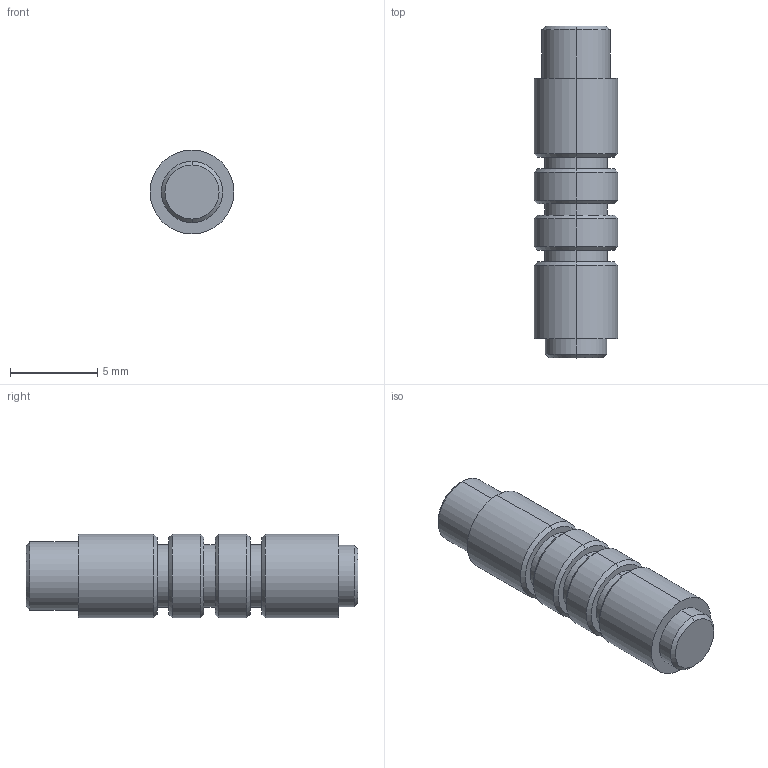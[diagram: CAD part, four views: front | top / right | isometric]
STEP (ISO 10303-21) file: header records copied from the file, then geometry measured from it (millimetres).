
FILE_DESCRIPTION (( 'STEP AP214' ), '1' );
FILE_NAME ('POMPE DE REPRISE.STEP', '2023-09-22T10:21:28', ( '' ), ( '' ), 'SwSTEP 2.0', 'SolidWorks 2022', '' );
FILE_SCHEMA (( 'AUTOMOTIVE_DESIGN' ));
Length unit declared in the file: millimetre
Products named in the file (1): POMPE DE REPRISE
Bounding box: 4.8 x 19 x 4.8 mm (x, y, z)
Volume: 298 mm3; surface area: 336 mm2
Topology: 1 solids, 1 shells, 44 faces, 86 edges, 52 vertices
Faces by surface type: cylinder 18, cone 16, plane 10
Entity records: 1168 total; most frequent: DIRECTION 228, CARTESIAN_POINT 183, ORIENTED_EDGE 172, AXIS2_PLACEMENT_3D 97, EDGE_CURVE 86, EDGE_LOOP 52, VERTEX_POINT 52, CIRCLE 52
